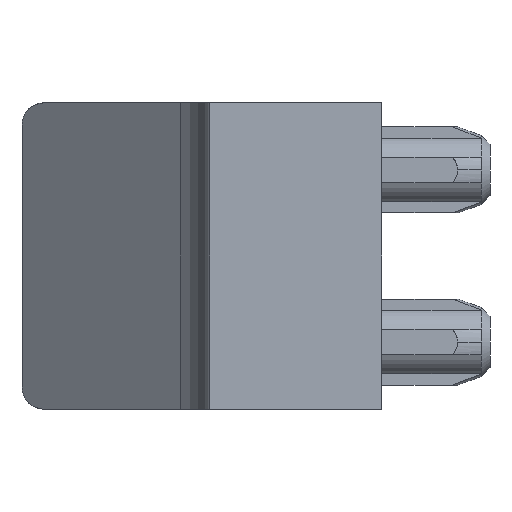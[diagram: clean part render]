
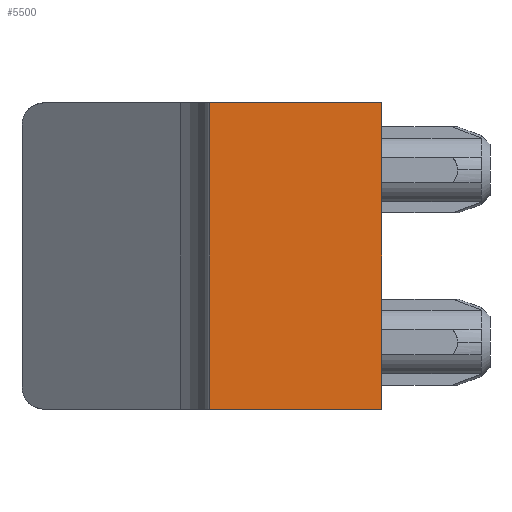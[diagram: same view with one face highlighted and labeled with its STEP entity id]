
A CAD part, left-side view. The second image highlights one B-rep face of the part: STEP entity #5500.
In plain terms, the highlighted free-form (B-spline) face has degree [1, 1] with [2, 2] control points.
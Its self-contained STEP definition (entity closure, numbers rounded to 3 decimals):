
#5500 = ADVANCED_FACE('',(#5501),#5515,.T.);
#5501 = FACE_BOUND('',#5502,.T.);
#5502 = EDGE_LOOP('',(#5503,#5525,#5540,#5555));
#5503 = ORIENTED_EDGE('',*,*,#5504,.T.);
#5504 = EDGE_CURVE('',#5505,#5507,#5509,.T.);
#5505 = VERTEX_POINT('',#5506);
#5506 = CARTESIAN_POINT('',(0.,2.54,0.));
#5507 = VERTEX_POINT('',#5508);
#5508 = CARTESIAN_POINT('',(0.,2.54,4.521));
#5509 = SURFACE_CURVE('',#5510,(#5514),.PCURVE_S1.);
#5510 = LINE('',#5511,#5512);
#5511 = CARTESIAN_POINT('',(0.,2.54,0.));
#5512 = VECTOR('',#5513,1.);
#5513 = DIRECTION('',(0.,0.,1.));
#5514 = PCURVE('',#5515,#5520);
#5515 = B_SPLINE_SURFACE_WITH_KNOTS('',1,1,(
    (#5516,#5517)
    ,(#5518,#5519
    )),.UNSPECIFIED.,.F.,.F.,.F.,(2,2),(2,2),(0.,1.),(0.,1.),
  .PIECEWISE_BEZIER_KNOTS.);
#5516 = CARTESIAN_POINT('',(0.,0.,4.521));
#5517 = CARTESIAN_POINT('',(0.,2.54,4.521));
#5518 = CARTESIAN_POINT('',(0.,0.,0.));
#5519 = CARTESIAN_POINT('',(0.,2.54,0.));
#5520 = DEFINITIONAL_REPRESENTATION('',(#5521),#5524);
#5521 = B_SPLINE_CURVE_WITH_KNOTS('',1,(#5522,#5523),.UNSPECIFIED.,.F.,
  .F.,(2,2),(0.,4.521),.PIECEWISE_BEZIER_KNOTS.);
#5522 = CARTESIAN_POINT('',(1.,1.));
#5523 = CARTESIAN_POINT('',(0.,1.));
#5524 = ( GEOMETRIC_REPRESENTATION_CONTEXT(2) 
PARAMETRIC_REPRESENTATION_CONTEXT() REPRESENTATION_CONTEXT('2D SPACE',''
  ) );
#5525 = ORIENTED_EDGE('',*,*,#5526,.T.);
#5526 = EDGE_CURVE('',#5507,#5527,#5529,.T.);
#5527 = VERTEX_POINT('',#5528);
#5528 = CARTESIAN_POINT('',(0.,0.,4.521));
#5529 = SURFACE_CURVE('',#5530,(#5534),.PCURVE_S1.);
#5530 = LINE('',#5531,#5532);
#5531 = CARTESIAN_POINT('',(0.,2.54,4.521));
#5532 = VECTOR('',#5533,1.);
#5533 = DIRECTION('',(0.,-1.,0.));
#5534 = PCURVE('',#5515,#5535);
#5535 = DEFINITIONAL_REPRESENTATION('',(#5536),#5539);
#5536 = B_SPLINE_CURVE_WITH_KNOTS('',1,(#5537,#5538),.UNSPECIFIED.,.F.,
  .F.,(2,2),(0.,2.54),.PIECEWISE_BEZIER_KNOTS.);
#5537 = CARTESIAN_POINT('',(0.,1.));
#5538 = CARTESIAN_POINT('',(0.,0.));
#5539 = ( GEOMETRIC_REPRESENTATION_CONTEXT(2) 
PARAMETRIC_REPRESENTATION_CONTEXT() REPRESENTATION_CONTEXT('2D SPACE',''
  ) );
#5540 = ORIENTED_EDGE('',*,*,#5541,.T.);
#5541 = EDGE_CURVE('',#5527,#5542,#5544,.T.);
#5542 = VERTEX_POINT('',#5543);
#5543 = CARTESIAN_POINT('',(0.,0.,0.));
#5544 = SURFACE_CURVE('',#5545,(#5549),.PCURVE_S1.);
#5545 = LINE('',#5546,#5547);
#5546 = CARTESIAN_POINT('',(0.,0.,4.521));
#5547 = VECTOR('',#5548,1.);
#5548 = DIRECTION('',(0.,0.,-1.));
#5549 = PCURVE('',#5515,#5550);
#5550 = DEFINITIONAL_REPRESENTATION('',(#5551),#5554);
#5551 = B_SPLINE_CURVE_WITH_KNOTS('',1,(#5552,#5553),.UNSPECIFIED.,.F.,
  .F.,(2,2),(0.,4.521),.PIECEWISE_BEZIER_KNOTS.);
#5552 = CARTESIAN_POINT('',(0.,0.));
#5553 = CARTESIAN_POINT('',(1.,0.));
#5554 = ( GEOMETRIC_REPRESENTATION_CONTEXT(2) 
PARAMETRIC_REPRESENTATION_CONTEXT() REPRESENTATION_CONTEXT('2D SPACE',''
  ) );
#5555 = ORIENTED_EDGE('',*,*,#5556,.T.);
#5556 = EDGE_CURVE('',#5542,#5505,#5557,.T.);
#5557 = SURFACE_CURVE('',#5558,(#5562),.PCURVE_S1.);
#5558 = LINE('',#5559,#5560);
#5559 = CARTESIAN_POINT('',(0.,0.,0.));
#5560 = VECTOR('',#5561,1.);
#5561 = DIRECTION('',(0.,1.,0.));
#5562 = PCURVE('',#5515,#5563);
#5563 = DEFINITIONAL_REPRESENTATION('',(#5564),#5567);
#5564 = B_SPLINE_CURVE_WITH_KNOTS('',1,(#5565,#5566),.UNSPECIFIED.,.F.,
  .F.,(2,2),(0.,2.54),.PIECEWISE_BEZIER_KNOTS.);
#5565 = CARTESIAN_POINT('',(1.,0.));
#5566 = CARTESIAN_POINT('',(1.,1.));
#5567 = ( GEOMETRIC_REPRESENTATION_CONTEXT(2) 
PARAMETRIC_REPRESENTATION_CONTEXT() REPRESENTATION_CONTEXT('2D SPACE',''
  ) );
